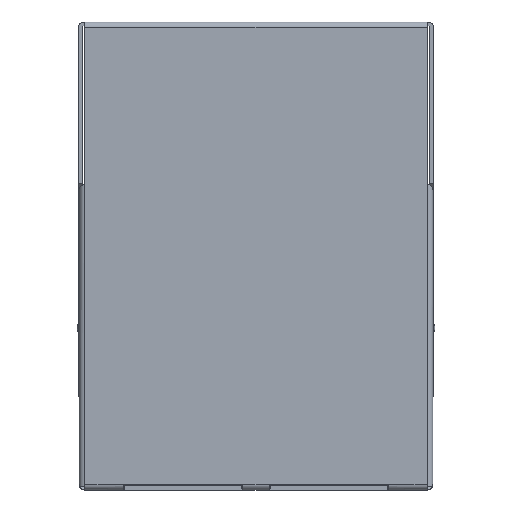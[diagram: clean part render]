
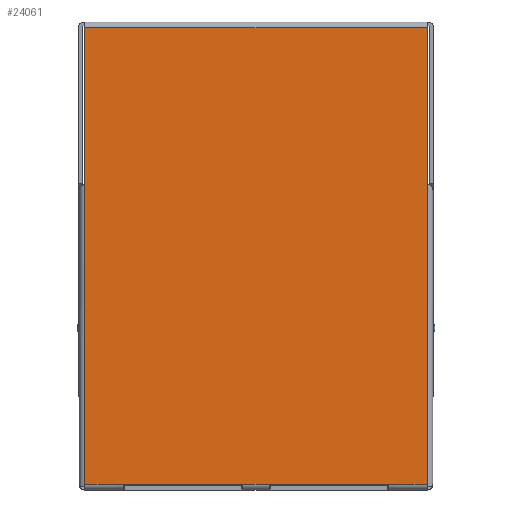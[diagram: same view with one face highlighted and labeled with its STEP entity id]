
A CAD part, front view. The second image highlights one B-rep face of the part: STEP entity #24061.
In plain terms, the highlighted planar face has unit normal (0, -1, 0).
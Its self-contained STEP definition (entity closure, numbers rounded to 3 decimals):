
#18=CARTESIAN_POINT('',(-0.65,-12.9,-20.55));
#20=DIRECTION('',(1.,0.,0.));
#21=VECTOR('',#20,1.3);
#22=CARTESIAN_POINT('',(-0.65,-12.9,-20.55));
#23=LINE('',#22,#21);
#234=DIRECTION('',(-1.,0.,0.));
#235=VECTOR('',#234,5.28);
#236=CARTESIAN_POINT('',(5.93,-12.9,-20.55));
#237=LINE('',#236,#235);
#238=DIRECTION('',(1.,0.,0.));
#239=VECTOR('',#238,5.28);
#240=CARTESIAN_POINT('',(-5.93,-12.9,-20.55));
#241=LINE('',#240,#239);
#261=DIRECTION('',(1.,0.,0.));
#262=VECTOR('',#261,1.79);
#263=CARTESIAN_POINT('',(-7.72,-12.9,-20.55));
#264=LINE('',#263,#262);
#398=DIRECTION('',(1.,0.,0.));
#399=VECTOR('',#398,1.79);
#400=CARTESIAN_POINT('',(5.93,-12.9,-20.55));
#401=LINE('',#400,#399);
#436=DIRECTION('',(0.,0.,1.));
#437=VECTOR('',#436,13.527);
#438=CARTESIAN_POINT('',(7.72,-12.9,-20.55));
#439=LINE('',#438,#437);
#530=DIRECTION('',(0.,0.,-1.));
#531=VECTOR('',#530,7.073);
#532=CARTESIAN_POINT('',(7.72,-12.9,0.05));
#533=LINE('',#532,#531);
#534=DIRECTION('',(-1.,0.,0.));
#535=VECTOR('',#534,15.44);
#536=CARTESIAN_POINT('',(7.72,-12.9,0.05));
#537=LINE('',#536,#535);
#547=DIRECTION('',(0.,0.,-1.));
#548=VECTOR('',#547,7.073);
#549=CARTESIAN_POINT('',(-7.72,-12.9,0.05));
#550=LINE('',#549,#548);
#623=DIRECTION('',(0.,0.,-1.));
#624=VECTOR('',#623,13.527);
#625=CARTESIAN_POINT('',(-7.72,-12.9,-7.023));
#626=LINE('',#625,#624);
#20375=VERTEX_POINT('',#18);
#20376=CARTESIAN_POINT('',(0.65,-12.9,-20.55));
#20377=VERTEX_POINT('',#20376);
#20449=CARTESIAN_POINT('',(5.93,-12.9,-20.55));
#20450=VERTEX_POINT('',#20449);
#20451=CARTESIAN_POINT('',(7.72,-12.9,-20.55));
#20452=VERTEX_POINT('',#20451);
#20453=CARTESIAN_POINT('',(7.72,-12.9,-7.023));
#20454=VERTEX_POINT('',#20453);
#20455=CARTESIAN_POINT('',(7.72,-12.9,0.05));
#20456=VERTEX_POINT('',#20455);
#20457=CARTESIAN_POINT('',(-7.72,-12.9,0.05));
#20458=VERTEX_POINT('',#20457);
#20459=CARTESIAN_POINT('',(-7.72,-12.9,-7.023));
#20460=VERTEX_POINT('',#20459);
#20461=CARTESIAN_POINT('',(-7.72,-12.9,-20.55));
#20462=VERTEX_POINT('',#20461);
#20463=CARTESIAN_POINT('',(-5.93,-12.9,-20.55));
#20464=VERTEX_POINT('',#20463);
#24036=CARTESIAN_POINT('',(0.,-12.9,-10.25));
#24037=DIRECTION('',(0.,1.,0.));
#24038=DIRECTION('',(0.,0.,-1.));
#24039=AXIS2_PLACEMENT_3D('',#24036,#24037,#24038);
#24040=PLANE('',#24039);
#24041=ORIENTED_EDGE('',*,*,#23780,.F.);
#24043=ORIENTED_EDGE('',*,*,#24042,.F.);
#24045=ORIENTED_EDGE('',*,*,#24044,.F.);
#24047=ORIENTED_EDGE('',*,*,#24046,.F.);
#24049=ORIENTED_EDGE('',*,*,#24048,.F.);
#24051=ORIENTED_EDGE('',*,*,#24050,.F.);
#24053=ORIENTED_EDGE('',*,*,#24052,.T.);
#24055=ORIENTED_EDGE('',*,*,#24054,.F.);
#24057=ORIENTED_EDGE('',*,*,#24056,.F.);
#24058=ORIENTED_EDGE('',*,*,#24016,.T.);
#24059=EDGE_LOOP('',(#24041,#24043,#24045,#24047,#24049,#24051,#24053,#24055,
#24057,#24058));
#24060=FACE_OUTER_BOUND('',#24059,.F.);
#24061=ADVANCED_FACE('',(#24060),#24040,.F.);
#23780=EDGE_CURVE('',#20375,#20377,#23,.T.);
#24016=EDGE_CURVE('',#20450,#20377,#237,.T.);
#24042=EDGE_CURVE('',#20464,#20375,#241,.T.);
#24044=EDGE_CURVE('',#20462,#20464,#264,.T.);
#24046=EDGE_CURVE('',#20460,#20462,#626,.T.);
#24048=EDGE_CURVE('',#20458,#20460,#550,.T.);
#24050=EDGE_CURVE('',#20456,#20458,#537,.T.);
#24052=EDGE_CURVE('',#20456,#20454,#533,.T.);
#24054=EDGE_CURVE('',#20452,#20454,#439,.T.);
#24056=EDGE_CURVE('',#20450,#20452,#401,.T.);
